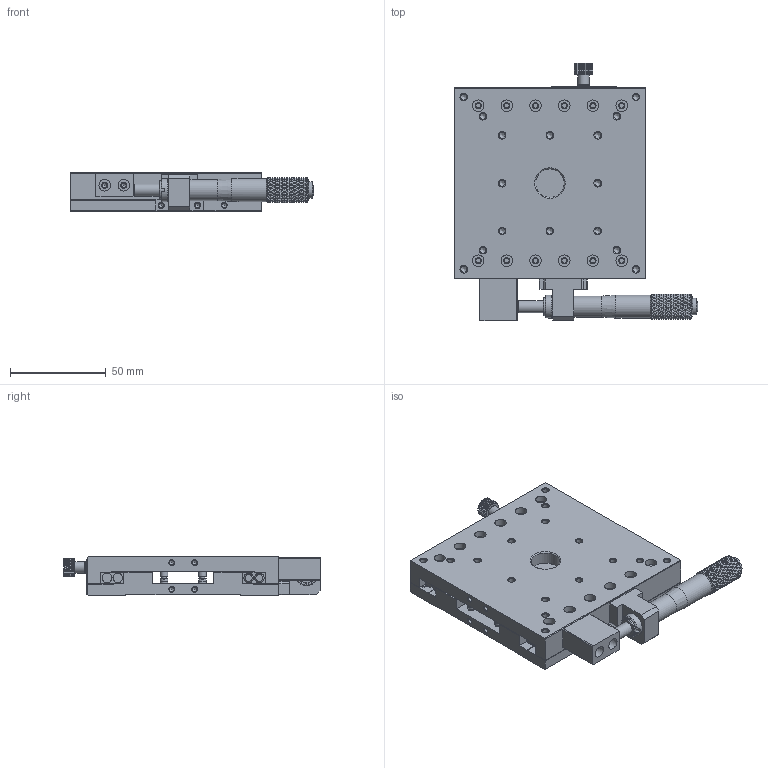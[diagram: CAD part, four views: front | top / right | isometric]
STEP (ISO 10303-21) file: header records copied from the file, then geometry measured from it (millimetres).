
FILE_DESCRIPTION (( 'STEP AP203' ), '1' );
FILE_NAME ('528851.STEP', '2024-10-16T09:38:43', ( 'Windows User' ), ( 'P R C' ), 'SwSTEP 2.0', 'SolidWorks 2020', '' );
FILE_SCHEMA (( 'CONFIG_CONTROL_DESIGN' ));
Length unit declared in the file: millimetre
Products named in the file (1): 528851
Bounding box: 127.27 x 134.8 x 20 mm (x, y, z)
Volume: 185514.5 mm3; surface area: 69127.4 mm2
Topology: 3 solids, 8 shells, 1914 faces, 4132 edges, 2293 vertices
Faces by surface type: bspline 962, cylinder 451, plane 299, cone 194, torus 8
Full cylindrical faces by diameter (mm): 1.567 x12, 2.459 x33, 2.5 x4, 2.55 x24, 3 x1, 3.2 x18, 3.242 x16, 3.97 x4, 4 x4, 4.44 x24, 4.5 x4, 5 x8, 6 x16, 6.35 x1, 8 x4, 8.718 x1, 8.886 x1, 9 x1, 9.5 x1, 10 x2, 11 x1, 12 x2, 14.917 x1
Entity records: 78117 total; most frequent: CARTESIAN_POINT 49911, ORIENTED_EDGE 7364, EDGE_CURVE 3682, DIRECTION 3498, EDGE_LOOP 2362, VERTEX_POINT 2156, FACE_OUTER_BOUND 2097, ADVANCED_FACE 1914
